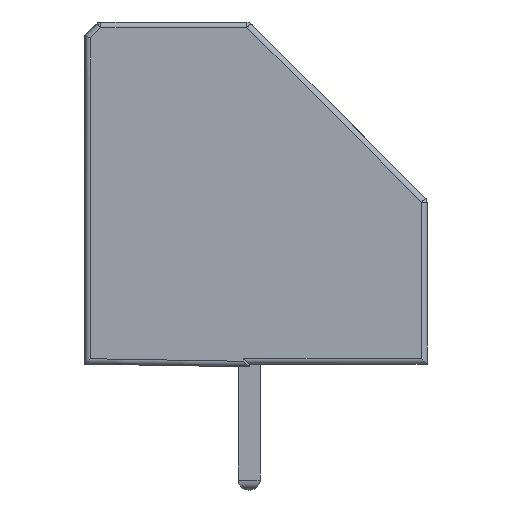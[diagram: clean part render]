
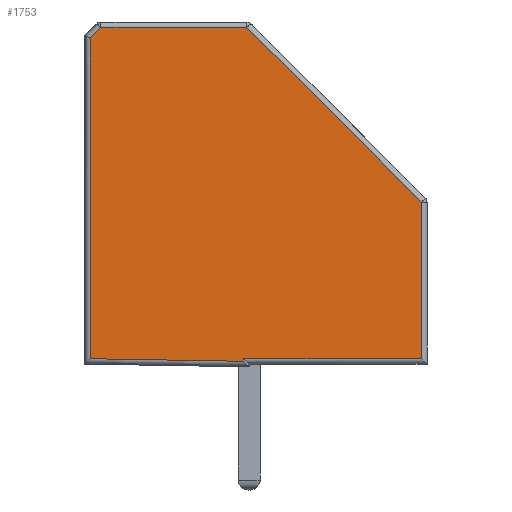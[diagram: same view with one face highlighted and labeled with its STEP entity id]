
A CAD part, left-side view. The second image highlights one B-rep face of the part: STEP entity #1753.
In plain terms, the highlighted planar face has unit normal (-1, 0, 0).
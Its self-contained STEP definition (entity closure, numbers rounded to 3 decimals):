
#13=DIRECTION('',(0.,0.,1.));
#28=VECTOR('',#13,1.);
#52=DIRECTION('',(0.,0.707,-0.707));
#79=DIRECTION('',(0.,-1.,0.));
#127=VECTOR('',#79,1.);
#148=VECTOR('',#149,1.);
#149=DIRECTION('',(0.,0.707,0.707));
#156=VECTOR('',#157,1.);
#157=DIRECTION('',(0.,1.,0.));
#164=VECTOR('',#52,1.);
#171=VECTOR('',#172,1.);
#172=DIRECTION('',(0.,0.,-1.));
#179=VECTOR('',#180,1.);
#180=DIRECTION('',(0.,-1.,-0.017));
#188=DIRECTION('',(-1.,0.,0.));
#189=DIRECTION('',(0.,-1.,0.));
#428=VERTEX_POINT('',#429);
#429=CARTESIAN_POINT('',(-2.5,-6.3,6.017));
#439=EDGE_CURVE('',#440,#428,#442,.T.);
#440=VERTEX_POINT('',#441);
#441=CARTESIAN_POINT('',(-2.5,-6.3,0.3));
#442=LINE('',#443,#28);
#443=CARTESIAN_POINT('',(-2.5,-6.3,0.1));
#900=VERTEX_POINT('',#901);
#901=CARTESIAN_POINT('',(-2.5,0.2,0.3));
#905=ORIENTED_EDGE('',*,*,#906,.T.);
#906=EDGE_CURVE('',#900,#440,#907,.T.);
#907=LINE('',#908,#127);
#908=CARTESIAN_POINT('',(-2.5,0.,0.3));
#1753=ADVANCED_FACE('',(#1754),#1791,.T.);
#1754=FACE_BOUND('',#1755,.T.);
#1755=EDGE_LOOP('',(#1756,#1757,#1763,#1769,#1775,#1781,#1787,#905));
#1756=ORIENTED_EDGE('',*,*,#439,.T.);
#1757=ORIENTED_EDGE('',*,*,#1758,.T.);
#1758=EDGE_CURVE('',#428,#1759,#1761,.T.);
#1759=VERTEX_POINT('',#1760);
#1760=CARTESIAN_POINT('',(-2.5,0.083,12.4));
#1761=LINE('',#1762,#148);
#1762=CARTESIAN_POINT('',(-2.5,-6.359,5.959));
#1763=ORIENTED_EDGE('',*,*,#1764,.T.);
#1764=EDGE_CURVE('',#1759,#1765,#1767,.T.);
#1765=VERTEX_POINT('',#1766);
#1766=CARTESIAN_POINT('',(-2.5,5.417,12.4));
#1767=LINE('',#1768,#156);
#1768=CARTESIAN_POINT('',(-2.5,0.,12.4));
#1769=ORIENTED_EDGE('',*,*,#1770,.T.);
#1770=EDGE_CURVE('',#1765,#1771,#1773,.T.);
#1771=VERTEX_POINT('',#1772);
#1772=CARTESIAN_POINT('',(-2.5,5.8,12.017));
#1773=LINE('',#1774,#164);
#1774=CARTESIAN_POINT('',(-2.5,5.359,12.459));
#1775=ORIENTED_EDGE('',*,*,#1776,.T.);
#1776=EDGE_CURVE('',#1771,#1777,#1779,.T.);
#1777=VERTEX_POINT('',#1778);
#1778=CARTESIAN_POINT('',(-2.5,5.8,0.297));
#1779=LINE('',#1780,#171);
#1780=CARTESIAN_POINT('',(-2.5,5.8,12.1));
#1781=ORIENTED_EDGE('',*,*,#1782,.T.);
#1782=EDGE_CURVE('',#1777,#1783,#1785,.T.);
#1783=VERTEX_POINT('',#1784);
#1784=CARTESIAN_POINT('',(-2.5,0.2,0.203));
#1785=LINE('',#1786,#179);
#1786=CARTESIAN_POINT('',(-2.5,5.997,0.3));
#1787=ORIENTED_EDGE('',*,*,#1788,.T.);
#1788=EDGE_CURVE('',#1783,#900,#1789,.T.);
#1789=LINE('',#1790,#28);
#1790=CARTESIAN_POINT('',(-2.5,0.2,0.));
#1791=PLANE('',#1792);
#1792=AXIS2_PLACEMENT_3D('',#1793,#188,#189);
#1793=CARTESIAN_POINT('',(-2.5,0.417,5.581));
